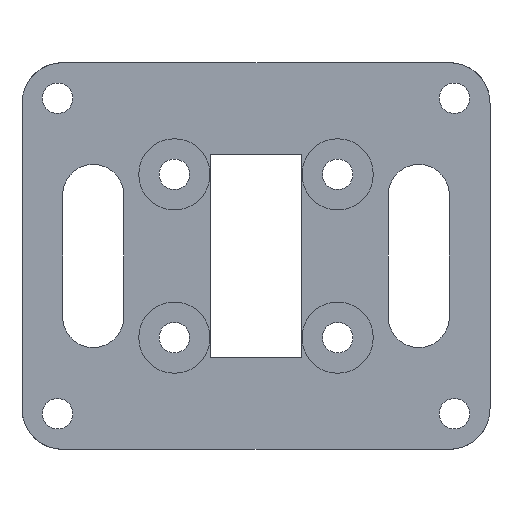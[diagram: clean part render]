
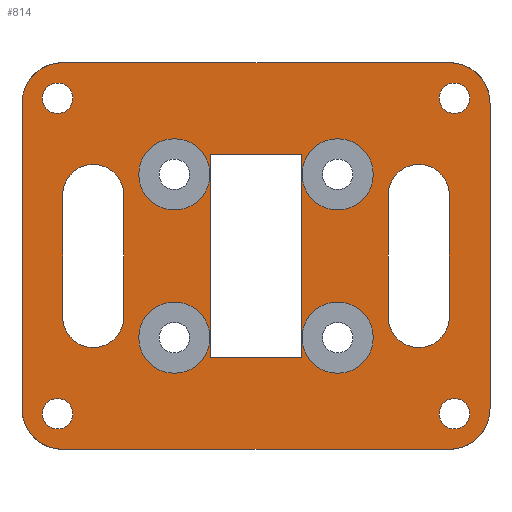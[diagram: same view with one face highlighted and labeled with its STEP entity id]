
A CAD part, front view. The second image highlights one B-rep face of the part: STEP entity #814.
In plain terms, the highlighted face is planar.
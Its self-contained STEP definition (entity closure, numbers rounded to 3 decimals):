
#27=FACE_BOUND('',#151,.T.);
#28=FACE_BOUND('',#152,.T.);
#29=FACE_BOUND('',#153,.T.);
#30=FACE_BOUND('',#154,.T.);
#31=FACE_BOUND('',#155,.T.);
#32=FACE_BOUND('',#156,.T.);
#33=FACE_BOUND('',#157,.T.);
#34=FACE_BOUND('',#158,.T.);
#35=FACE_BOUND('',#159,.T.);
#36=FACE_BOUND('',#160,.T.);
#37=FACE_BOUND('',#161,.T.);
#50=PLANE('',#910);
#104=FACE_OUTER_BOUND('',#150,.T.);
#150=EDGE_LOOP('',(#651,#652,#653,#654,#655,#656,#657,#658));
#151=EDGE_LOOP('',(#659));
#152=EDGE_LOOP('',(#660));
#153=EDGE_LOOP('',(#661));
#154=EDGE_LOOP('',(#662));
#155=EDGE_LOOP('',(#663));
#156=EDGE_LOOP('',(#664,#665,#666,#667));
#157=EDGE_LOOP('',(#668));
#158=EDGE_LOOP('',(#669));
#159=EDGE_LOOP('',(#670));
#160=EDGE_LOOP('',(#671,#672,#673,#674));
#161=EDGE_LOOP('',(#675,#676,#677,#678));
#209=LINE('',#1391,#269);
#211=LINE('',#1394,#271);
#212=LINE('',#1395,#272);
#213=LINE('',#1396,#273);
#214=LINE('',#1401,#274);
#215=LINE('',#1404,#275);
#216=LINE('',#1409,#276);
#217=LINE('',#1412,#277);
#218=LINE('',#1415,#278);
#219=LINE('',#1417,#279);
#220=LINE('',#1419,#280);
#221=LINE('',#1420,#281);
#269=VECTOR('',#1089,10.);
#271=VECTOR('',#1093,10.);
#272=VECTOR('',#1094,10.);
#273=VECTOR('',#1095,10.);
#274=VECTOR('',#1098,10.);
#275=VECTOR('',#1101,10.);
#276=VECTOR('',#1104,10.);
#277=VECTOR('',#1107,10.);
#278=VECTOR('',#1108,10.);
#279=VECTOR('',#1109,10.);
#280=VECTOR('',#1110,10.);
#281=VECTOR('',#1111,10.);
#313=CIRCLE('',#857,4.);
#315=CIRCLE('',#860,1.5);
#319=CIRCLE('',#866,4.);
#321=CIRCLE('',#869,1.5);
#325=CIRCLE('',#875,4.);
#327=CIRCLE('',#878,1.5);
#332=CIRCLE('',#885,4.);
#334=CIRCLE('',#888,1.5);
#336=CIRCLE('',#891,3.5);
#339=CIRCLE('',#896,3.5);
#342=CIRCLE('',#901,3.5);
#345=CIRCLE('',#906,3.5);
#347=CIRCLE('',#911,3.);
#348=CIRCLE('',#912,3.);
#349=CIRCLE('',#913,3.);
#350=CIRCLE('',#914,3.);
#370=VERTEX_POINT('',#1229);
#371=VERTEX_POINT('',#1231);
#373=VERTEX_POINT('',#1237);
#379=VERTEX_POINT('',#1267);
#380=VERTEX_POINT('',#1269);
#382=VERTEX_POINT('',#1275);
#388=VERTEX_POINT('',#1305);
#389=VERTEX_POINT('',#1307);
#391=VERTEX_POINT('',#1313);
#397=VERTEX_POINT('',#1343);
#398=VERTEX_POINT('',#1345);
#400=VERTEX_POINT('',#1351);
#402=VERTEX_POINT('',#1357);
#405=VERTEX_POINT('',#1366);
#408=VERTEX_POINT('',#1375);
#411=VERTEX_POINT('',#1384);
#413=VERTEX_POINT('',#1397);
#414=VERTEX_POINT('',#1398);
#415=VERTEX_POINT('',#1400);
#416=VERTEX_POINT('',#1402);
#417=VERTEX_POINT('',#1405);
#418=VERTEX_POINT('',#1406);
#419=VERTEX_POINT('',#1408);
#420=VERTEX_POINT('',#1410);
#421=VERTEX_POINT('',#1413);
#422=VERTEX_POINT('',#1414);
#423=VERTEX_POINT('',#1416);
#424=VERTEX_POINT('',#1418);
#448=EDGE_CURVE('',#370,#371,#313,.T.);
#452=EDGE_CURVE('',#373,#373,#315,.T.);
#460=EDGE_CURVE('',#379,#380,#319,.T.);
#464=EDGE_CURVE('',#382,#382,#321,.T.);
#472=EDGE_CURVE('',#388,#389,#325,.T.);
#476=EDGE_CURVE('',#391,#391,#327,.T.);
#484=EDGE_CURVE('',#397,#398,#332,.T.);
#488=EDGE_CURVE('',#400,#400,#334,.T.);
#491=EDGE_CURVE('',#402,#402,#336,.T.);
#495=EDGE_CURVE('',#405,#405,#339,.T.);
#499=EDGE_CURVE('',#408,#408,#342,.T.);
#503=EDGE_CURVE('',#411,#411,#345,.T.);
#505=EDGE_CURVE('',#389,#397,#209,.T.);
#507=EDGE_CURVE('',#380,#388,#211,.T.);
#508=EDGE_CURVE('',#371,#379,#212,.T.);
#509=EDGE_CURVE('',#398,#370,#213,.T.);
#510=EDGE_CURVE('',#413,#414,#347,.T.);
#511=EDGE_CURVE('',#415,#413,#214,.T.);
#512=EDGE_CURVE('',#416,#415,#348,.T.);
#513=EDGE_CURVE('',#414,#416,#215,.T.);
#514=EDGE_CURVE('',#417,#418,#349,.T.);
#515=EDGE_CURVE('',#419,#417,#216,.T.);
#516=EDGE_CURVE('',#420,#419,#350,.T.);
#517=EDGE_CURVE('',#418,#420,#217,.T.);
#518=EDGE_CURVE('',#421,#422,#218,.T.);
#519=EDGE_CURVE('',#423,#421,#219,.T.);
#520=EDGE_CURVE('',#424,#423,#220,.T.);
#521=EDGE_CURVE('',#422,#424,#221,.T.);
#651=ORIENTED_EDGE('',*,*,#472,.F.);
#652=ORIENTED_EDGE('',*,*,#507,.F.);
#653=ORIENTED_EDGE('',*,*,#460,.F.);
#654=ORIENTED_EDGE('',*,*,#508,.F.);
#655=ORIENTED_EDGE('',*,*,#448,.F.);
#656=ORIENTED_EDGE('',*,*,#509,.F.);
#657=ORIENTED_EDGE('',*,*,#484,.F.);
#658=ORIENTED_EDGE('',*,*,#505,.F.);
#659=ORIENTED_EDGE('',*,*,#491,.T.);
#660=ORIENTED_EDGE('',*,*,#495,.T.);
#661=ORIENTED_EDGE('',*,*,#499,.T.);
#662=ORIENTED_EDGE('',*,*,#503,.T.);
#663=ORIENTED_EDGE('',*,*,#476,.F.);
#664=ORIENTED_EDGE('',*,*,#510,.F.);
#665=ORIENTED_EDGE('',*,*,#511,.F.);
#666=ORIENTED_EDGE('',*,*,#512,.F.);
#667=ORIENTED_EDGE('',*,*,#513,.F.);
#668=ORIENTED_EDGE('',*,*,#488,.F.);
#669=ORIENTED_EDGE('',*,*,#464,.F.);
#670=ORIENTED_EDGE('',*,*,#452,.F.);
#671=ORIENTED_EDGE('',*,*,#514,.F.);
#672=ORIENTED_EDGE('',*,*,#515,.F.);
#673=ORIENTED_EDGE('',*,*,#516,.F.);
#674=ORIENTED_EDGE('',*,*,#517,.F.);
#675=ORIENTED_EDGE('',*,*,#518,.F.);
#676=ORIENTED_EDGE('',*,*,#519,.F.);
#677=ORIENTED_EDGE('',*,*,#520,.F.);
#678=ORIENTED_EDGE('',*,*,#521,.F.);
#814=ADVANCED_FACE('',(#104,#27,#28,#29,#30,#31,#32,#33,#34,#35,#36,#37),
#50,.F.);
#857=AXIS2_PLACEMENT_3D('',#1232,#965,#966);
#860=AXIS2_PLACEMENT_3D('',#1239,#973,#974);
#866=AXIS2_PLACEMENT_3D('',#1270,#987,#988);
#869=AXIS2_PLACEMENT_3D('',#1277,#995,#996);
#875=AXIS2_PLACEMENT_3D('',#1308,#1009,#1010);
#878=AXIS2_PLACEMENT_3D('',#1315,#1017,#1018);
#885=AXIS2_PLACEMENT_3D('',#1346,#1033,#1034);
#888=AXIS2_PLACEMENT_3D('',#1353,#1041,#1042);
#891=AXIS2_PLACEMENT_3D('',#1359,#1048,#1049);
#896=AXIS2_PLACEMENT_3D('',#1368,#1059,#1060);
#901=AXIS2_PLACEMENT_3D('',#1377,#1070,#1071);
#906=AXIS2_PLACEMENT_3D('',#1386,#1081,#1082);
#910=AXIS2_PLACEMENT_3D('',#1393,#1091,#1092);
#911=AXIS2_PLACEMENT_3D('',#1399,#1096,#1097);
#912=AXIS2_PLACEMENT_3D('',#1403,#1099,#1100);
#913=AXIS2_PLACEMENT_3D('',#1407,#1102,#1103);
#914=AXIS2_PLACEMENT_3D('',#1411,#1105,#1106);
#965=DIRECTION('center_axis',(0.,0.,1.));
#966=DIRECTION('ref_axis',(0.707,0.707,0.));
#973=DIRECTION('center_axis',(0.,0.,-1.));
#974=DIRECTION('ref_axis',(1.,0.,0.));
#987=DIRECTION('center_axis',(0.,0.,1.));
#988=DIRECTION('ref_axis',(-0.707,0.707,0.));
#995=DIRECTION('center_axis',(0.,0.,-1.));
#996=DIRECTION('ref_axis',(1.,0.,0.));
#1009=DIRECTION('center_axis',(0.,0.,1.));
#1010=DIRECTION('ref_axis',(-0.707,-0.707,0.));
#1017=DIRECTION('center_axis',(0.,0.,-1.));
#1018=DIRECTION('ref_axis',(1.,0.,0.));
#1033=DIRECTION('center_axis',(0.,0.,1.));
#1034=DIRECTION('ref_axis',(0.707,-0.707,0.));
#1041=DIRECTION('center_axis',(0.,0.,-1.));
#1042=DIRECTION('ref_axis',(1.,0.,0.));
#1048=DIRECTION('center_axis',(0.,0.,1.));
#1049=DIRECTION('ref_axis',(1.,0.,0.));
#1059=DIRECTION('center_axis',(0.,0.,1.));
#1060=DIRECTION('ref_axis',(1.,0.,0.));
#1070=DIRECTION('center_axis',(0.,0.,1.));
#1071=DIRECTION('ref_axis',(1.,0.,0.));
#1081=DIRECTION('center_axis',(0.,0.,1.));
#1082=DIRECTION('ref_axis',(1.,0.,0.));
#1089=DIRECTION('',(1.,0.,0.));
#1091=DIRECTION('center_axis',(0.,0.,1.));
#1092=DIRECTION('ref_axis',(1.,0.,0.));
#1093=DIRECTION('',(0.,-1.,0.));
#1094=DIRECTION('',(-1.,0.,0.));
#1095=DIRECTION('',(0.,1.,0.));
#1096=DIRECTION('center_axis',(0.,0.,-1.));
#1097=DIRECTION('ref_axis',(-1.,0.,0.));
#1098=DIRECTION('',(0.,-1.,0.));
#1099=DIRECTION('center_axis',(0.,0.,-1.));
#1100=DIRECTION('ref_axis',(1.,0.,0.));
#1101=DIRECTION('',(0.,1.,0.));
#1102=DIRECTION('center_axis',(0.,0.,-1.));
#1103=DIRECTION('ref_axis',(1.,0.,0.));
#1104=DIRECTION('',(0.,1.,0.));
#1105=DIRECTION('center_axis',(0.,0.,-1.));
#1106=DIRECTION('ref_axis',(-1.,0.,0.));
#1107=DIRECTION('',(0.,-1.,0.));
#1108=DIRECTION('',(-1.,0.,0.));
#1109=DIRECTION('',(0.,-1.,0.));
#1110=DIRECTION('',(1.,0.,0.));
#1111=DIRECTION('',(0.,1.,0.));
#1229=CARTESIAN_POINT('',(23.,15.,0.));
#1231=CARTESIAN_POINT('',(19.,19.,0.));
#1232=CARTESIAN_POINT('Origin',(19.,15.,0.));
#1237=CARTESIAN_POINT('',(18.,15.5,0.));
#1239=CARTESIAN_POINT('Origin',(19.5,15.5,0.));
#1267=CARTESIAN_POINT('',(-19.,19.,0.));
#1269=CARTESIAN_POINT('',(-23.,15.,0.));
#1270=CARTESIAN_POINT('Origin',(-19.,15.,0.));
#1275=CARTESIAN_POINT('',(-21.,15.5,0.));
#1277=CARTESIAN_POINT('Origin',(-19.5,15.5,0.));
#1305=CARTESIAN_POINT('',(-23.,-15.,0.));
#1307=CARTESIAN_POINT('',(-19.,-19.,0.));
#1308=CARTESIAN_POINT('Origin',(-19.,-15.,0.));
#1313=CARTESIAN_POINT('',(-21.,-15.5,0.));
#1315=CARTESIAN_POINT('Origin',(-19.5,-15.5,0.));
#1343=CARTESIAN_POINT('',(19.,-19.,0.));
#1345=CARTESIAN_POINT('',(23.,-15.,0.));
#1346=CARTESIAN_POINT('Origin',(19.,-15.,0.));
#1351=CARTESIAN_POINT('',(18.,-15.5,0.));
#1353=CARTESIAN_POINT('Origin',(19.5,-15.5,0.));
#1357=CARTESIAN_POINT('',(-11.525,8.025,0.));
#1359=CARTESIAN_POINT('Origin',(-8.025,8.025,0.));
#1366=CARTESIAN_POINT('',(-11.525,-8.025,0.));
#1368=CARTESIAN_POINT('Origin',(-8.025,-8.025,0.));
#1375=CARTESIAN_POINT('',(4.525,8.025,0.));
#1377=CARTESIAN_POINT('Origin',(8.025,8.025,0.));
#1384=CARTESIAN_POINT('',(4.525,-8.025,0.));
#1386=CARTESIAN_POINT('Origin',(8.025,-8.025,0.));
#1391=CARTESIAN_POINT('',(-23.,-19.,0.));
#1393=CARTESIAN_POINT('Origin',(0.,0.,
0.));
#1394=CARTESIAN_POINT('',(-23.,19.,0.));
#1395=CARTESIAN_POINT('',(23.,19.,0.));
#1396=CARTESIAN_POINT('',(23.,-19.,0.));
#1397=CARTESIAN_POINT('',(-13.,-6.,0.));
#1398=CARTESIAN_POINT('',(-19.,-6.,0.));
#1399=CARTESIAN_POINT('Origin',(-16.,-6.,0.));
#1400=CARTESIAN_POINT('',(-13.,6.,0.));
#1401=CARTESIAN_POINT('',(-13.,6.,0.));
#1402=CARTESIAN_POINT('',(-19.,6.,0.));
#1403=CARTESIAN_POINT('Origin',(-16.,6.,0.));
#1404=CARTESIAN_POINT('',(-19.,-6.,0.));
#1405=CARTESIAN_POINT('',(13.,6.,0.));
#1406=CARTESIAN_POINT('',(19.,6.,0.));
#1407=CARTESIAN_POINT('Origin',(16.,6.,0.));
#1408=CARTESIAN_POINT('',(13.,-6.,0.));
#1409=CARTESIAN_POINT('',(13.,6.,0.));
#1410=CARTESIAN_POINT('',(19.,-6.,0.));
#1411=CARTESIAN_POINT('Origin',(16.,-6.,0.));
#1412=CARTESIAN_POINT('',(19.,-6.,0.));
#1413=CARTESIAN_POINT('',(4.5,-10.,0.));
#1414=CARTESIAN_POINT('',(-4.5,-10.,0.));
#1415=CARTESIAN_POINT('',(4.5,-10.,0.));
#1416=CARTESIAN_POINT('',(4.5,10.,0.));
#1417=CARTESIAN_POINT('',(4.5,10.,0.));
#1418=CARTESIAN_POINT('',(-4.5,10.,0.));
#1419=CARTESIAN_POINT('',(-4.5,10.,0.));
#1420=CARTESIAN_POINT('',(-4.5,-10.,0.));
